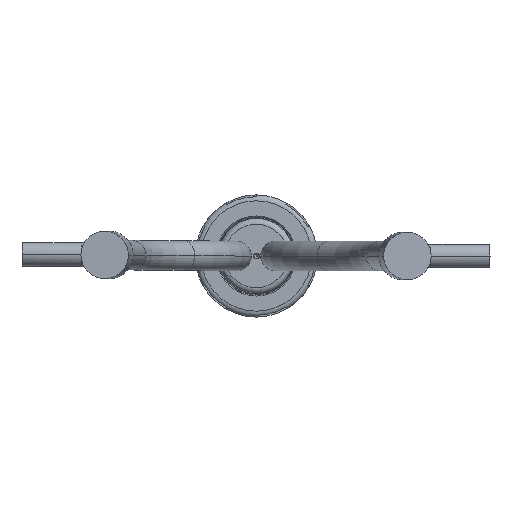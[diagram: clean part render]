
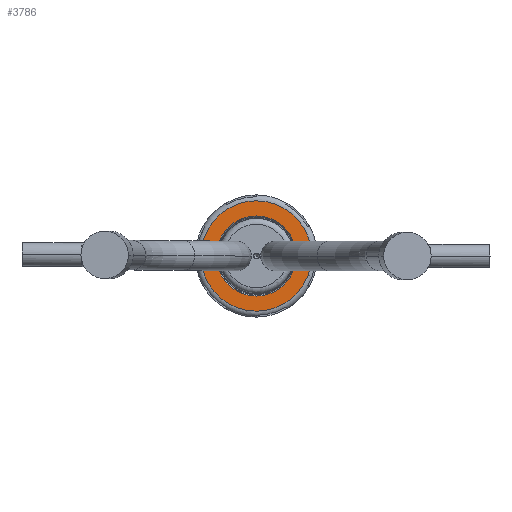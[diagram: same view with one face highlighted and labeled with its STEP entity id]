
A CAD part, front view. The second image highlights one B-rep face of the part: STEP entity #3786.
In plain terms, the highlighted planar face has unit normal (0, -1, 0).
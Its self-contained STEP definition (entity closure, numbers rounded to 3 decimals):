
#2952=CARTESIAN_POINT('',(0.,-16.,0.));
#2953=DIRECTION('',(0.,-1.,0.));
#2954=DIRECTION('',(-1.,0.,0.007));
#2955=AXIS2_PLACEMENT_3D('',#2952,#2953,#2954);
#2990=CARTESIAN_POINT('',(0.,-16.,0.));
#2991=DIRECTION('',(0.,-1.,0.));
#2992=DIRECTION('',(1.,0.,-0.007));
#2993=AXIS2_PLACEMENT_3D('',#2990,#2991,#2992);
#3035=CARTESIAN_POINT('',(0.,-16.,0.));
#3036=DIRECTION('',(0.,1.,0.));
#3037=DIRECTION('',(-1.,0.,0.007));
#3038=AXIS2_PLACEMENT_3D('',#3035,#3036,#3037);
#3040=CARTESIAN_POINT('',(0.,-16.,0.));
#3041=DIRECTION('',(0.,1.,0.));
#3042=DIRECTION('',(1.,0.,-0.007));
#3043=AXIS2_PLACEMENT_3D('',#3040,#3041,#3042);
#3045=CARTESIAN_POINT('',(0.,-16.,0.));
#3046=DIRECTION('',(0.,-1.,0.));
#3047=DIRECTION('',(-1.,0.,0.));
#3048=AXIS2_PLACEMENT_3D('',#3045,#3046,#3047);
#3050=CARTESIAN_POINT('',(0.,-16.,0.));
#3051=DIRECTION('',(0.,-1.,0.));
#3052=DIRECTION('',(1.,0.,0.));
#3053=AXIS2_PLACEMENT_3D('',#3050,#3051,#3052);
#3390=CARTESIAN_POINT('',(6.75,-16.,0.));
#3392=VERTEX_POINT('',#3390);
#3394=CARTESIAN_POINT('',(-6.75,-16.,0.));
#3395=VERTEX_POINT('',#3394);
#3488=CARTESIAN_POINT('',(-9.3,-16.,0.));
#3489=VERTEX_POINT('',#3488);
#3490=CARTESIAN_POINT('',(9.3,-16.,-0.062));
#3491=VERTEX_POINT('',#3490);
#3492=CARTESIAN_POINT('',(9.3,-16.,0.));
#3493=VERTEX_POINT('',#3492);
#3510=CARTESIAN_POINT('',(-9.3,-16.,0.062));
#3511=VERTEX_POINT('',#3510);
#3769=CARTESIAN_POINT('',(0.,-16.,0.));
#3770=DIRECTION('',(0.,1.,0.));
#3771=DIRECTION('',(-1.,0.,0.));
#3772=AXIS2_PLACEMENT_3D('',#3769,#3770,#3771);
#3773=PLANE('',#3772);
#3774=ORIENTED_EDGE('',*,*,#3614,.F.);
#3775=ORIENTED_EDGE('',*,*,#3612,.T.);
#3776=ORIENTED_EDGE('',*,*,#3727,.F.);
#3777=ORIENTED_EDGE('',*,*,#3725,.T.);
#3778=EDGE_LOOP('',(#3774,#3775,#3776,#3777));
#3779=FACE_OUTER_BOUND('',#3778,.F.);
#3781=ORIENTED_EDGE('',*,*,#3780,.T.);
#3783=ORIENTED_EDGE('',*,*,#3782,.T.);
#3784=EDGE_LOOP('',(#3781,#3783));
#3785=FACE_BOUND('',#3784,.F.);
#3786=ADVANCED_FACE('',(#3779,#3785),#3773,.F.);
#2956=CIRCLE('',#2955,9.3);
#2994=CIRCLE('',#2993,9.3);
#3039=CIRCLE('',#3038,9.3);
#3044=CIRCLE('',#3043,9.3);
#3049=CIRCLE('',#3048,6.75);
#3054=CIRCLE('',#3053,6.75);
#3612=EDGE_CURVE('',#3511,#3493,#3039,.T.);
#3614=EDGE_CURVE('',#3511,#3489,#2956,.T.);
#3725=EDGE_CURVE('',#3491,#3489,#3044,.T.);
#3727=EDGE_CURVE('',#3491,#3493,#2994,.T.);
#3780=EDGE_CURVE('',#3395,#3392,#3049,.T.);
#3782=EDGE_CURVE('',#3392,#3395,#3054,.T.);
